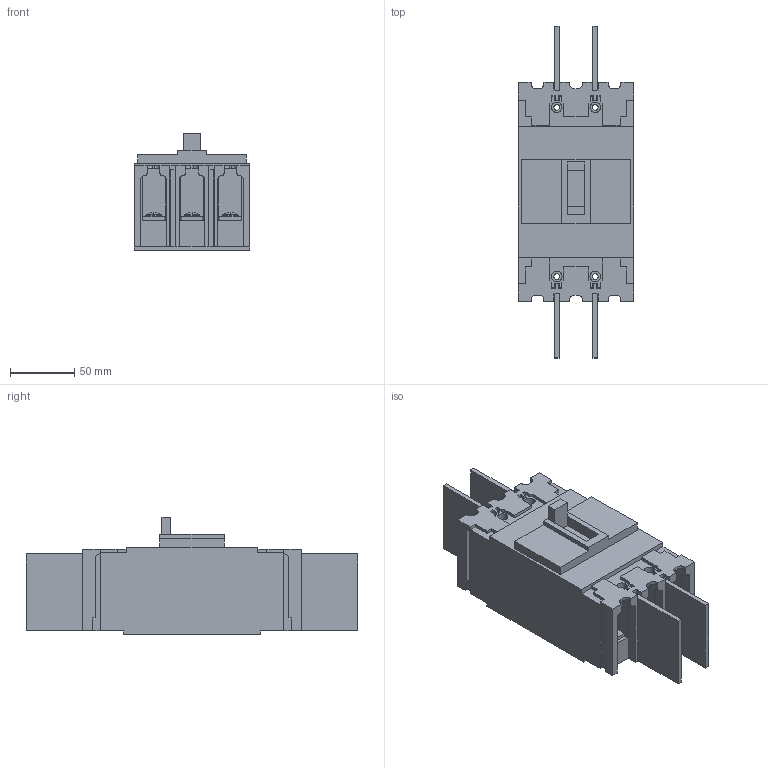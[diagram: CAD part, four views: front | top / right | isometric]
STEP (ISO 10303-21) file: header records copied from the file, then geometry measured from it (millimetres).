
FILE_DESCRIPTION (( 'STEP AP214' ), '1' );
FILE_NAME ('BW125JAGU-3P015SB.step', '2019-06-24T15:38:27', ( '' ), ( '' ), 'SwSTEP 2.0', 'SolidWorks 2018', '' );
FILE_SCHEMA (( 'AUTOMOTIVE_DESIGN' ));
Length unit declared in the file: inch
Products named in the file (1): BW125JAGU-3P015SB
Bounding box: 90 x 259 x 91.5 mm (x, y, z)
Volume: 940559.5 mm3; surface area: 148588.4 mm2
Topology: 14 solids, 14 shells, 452 faces, 1202 edges, 790 vertices
Faces by surface type: plane 340, cylinder 88, bspline 24
Entity records: 20197 total; most frequent: CARTESIAN_POINT 2793, ORIENTED_EDGE 2380, DIRECTION 2272, EDGE_CURVE 1190, LINE 966, VECTOR 966, VERTEX_POINT 790, AXIS2_PLACEMENT_3D 653
